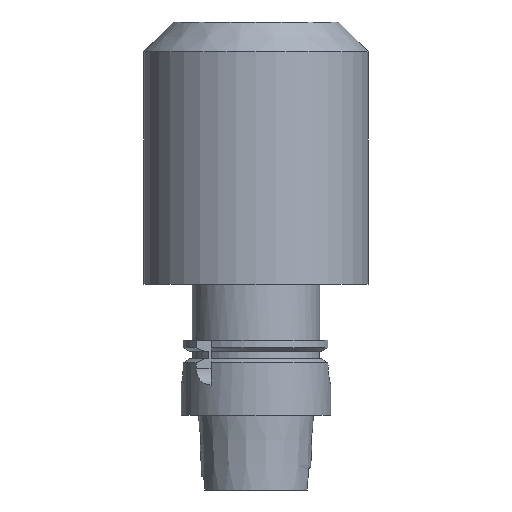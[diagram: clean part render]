
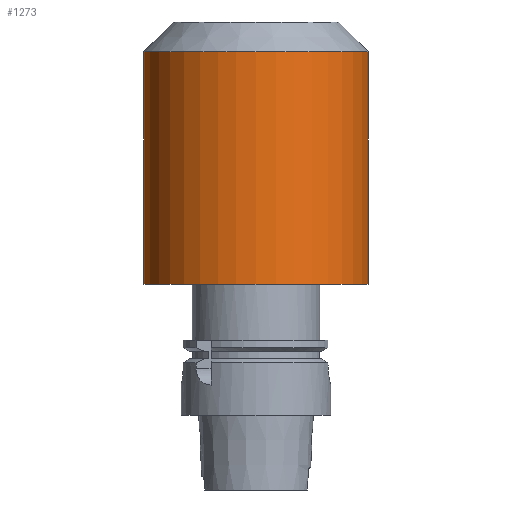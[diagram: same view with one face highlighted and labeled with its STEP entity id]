
A CAD part, front view. The second image highlights one B-rep face of the part: STEP entity #1273.
In plain terms, the highlighted cylindrical face has radius 30 mm (diameter 60 mm), a partial arc.
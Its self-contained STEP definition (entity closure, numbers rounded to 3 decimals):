
#8 = CARTESIAN_POINT ( 'NONE',  ( 0., 0., 97. ) ) ;
#12 = VECTOR ( 'NONE', #2705, 1000. ) ;
#95 = AXIS2_PLACEMENT_3D ( 'NONE', #8, #1963, #993 ) ;
#134 = CARTESIAN_POINT ( 'NONE',  ( -30., 0., 0. ) ) ;
#390 = DIRECTION ( 'NONE',  ( 0., 0., -1. ) ) ;
#636 = CIRCLE ( 'NONE', #95, 30. ) ;
#760 = ORIENTED_EDGE ( 'NONE', *, *, #2731, .T. ) ;
#842 = AXIS2_PLACEMENT_3D ( 'NONE', #3107, #2913, #1455 ) ;
#857 = FACE_OUTER_BOUND ( 'NONE', #2373, .T. ) ;
#909 = DIRECTION ( 'NONE',  ( -1., 0., 0. ) ) ;
#960 = CARTESIAN_POINT ( 'NONE',  ( 30., 0., 35. ) ) ;
#972 = CARTESIAN_POINT ( 'NONE',  ( -30., 0., 35. ) ) ;
#993 = DIRECTION ( 'NONE',  ( -1., 0., 0. ) ) ;
#1007 = VECTOR ( 'NONE', #390, 1000. ) ;
#1072 = VERTEX_POINT ( 'NONE', #960 ) ;
#1101 = CYLINDRICAL_SURFACE ( 'NONE', #842, 30. ) ;
#1273 = ADVANCED_FACE ( 'NONE', ( #857 ), #1101, .T. ) ;
#1276 = VERTEX_POINT ( 'NONE', #972 ) ;
#1311 = CARTESIAN_POINT ( 'NONE',  ( -30., 0., 97. ) ) ;
#1455 = DIRECTION ( 'NONE',  ( -1., 0., 0. ) ) ;
#1672 = LINE ( 'NONE', #134, #1007 ) ;
#1913 = EDGE_CURVE ( 'NONE', #1072, #1276, #2743, .T. ) ;
#1963 = DIRECTION ( 'NONE',  ( 0., 0., -1. ) ) ;
#1970 = CARTESIAN_POINT ( 'NONE',  ( 30., 0., 0. ) ) ;
#1983 = EDGE_CURVE ( 'NONE', #2811, #1995, #636, .T. ) ;
#1995 = VERTEX_POINT ( 'NONE', #1311 ) ;
#2143 = DIRECTION ( 'NONE',  ( 0., 0., -1. ) ) ;
#2291 = ORIENTED_EDGE ( 'NONE', *, *, #1913, .F. ) ;
#2349 = ORIENTED_EDGE ( 'NONE', *, *, #2957, .F. ) ;
#2373 = EDGE_LOOP ( 'NONE', ( #2349, #2551, #760, #2291 ) ) ;
#2379 = CARTESIAN_POINT ( 'NONE',  ( 30., 0., 97. ) ) ;
#2380 = CARTESIAN_POINT ( 'NONE',  ( 0., 0., 35. ) ) ;
#2431 = LINE ( 'NONE', #1970, #12 ) ;
#2551 = ORIENTED_EDGE ( 'NONE', *, *, #1983, .T. ) ;
#2705 = DIRECTION ( 'NONE',  ( 0., 0., -1. ) ) ;
#2716 = AXIS2_PLACEMENT_3D ( 'NONE', #2380, #2143, #909 ) ;
#2731 = EDGE_CURVE ( 'NONE', #1995, #1276, #1672, .T. ) ;
#2743 = CIRCLE ( 'NONE', #2716, 30. ) ;
#2811 = VERTEX_POINT ( 'NONE', #2379 ) ;
#2913 = DIRECTION ( 'NONE',  ( 0., 0., -1. ) ) ;
#2957 = EDGE_CURVE ( 'NONE', #2811, #1072, #2431, .T. ) ;
#3107 = CARTESIAN_POINT ( 'NONE',  ( 0., 0., 0. ) ) ;
